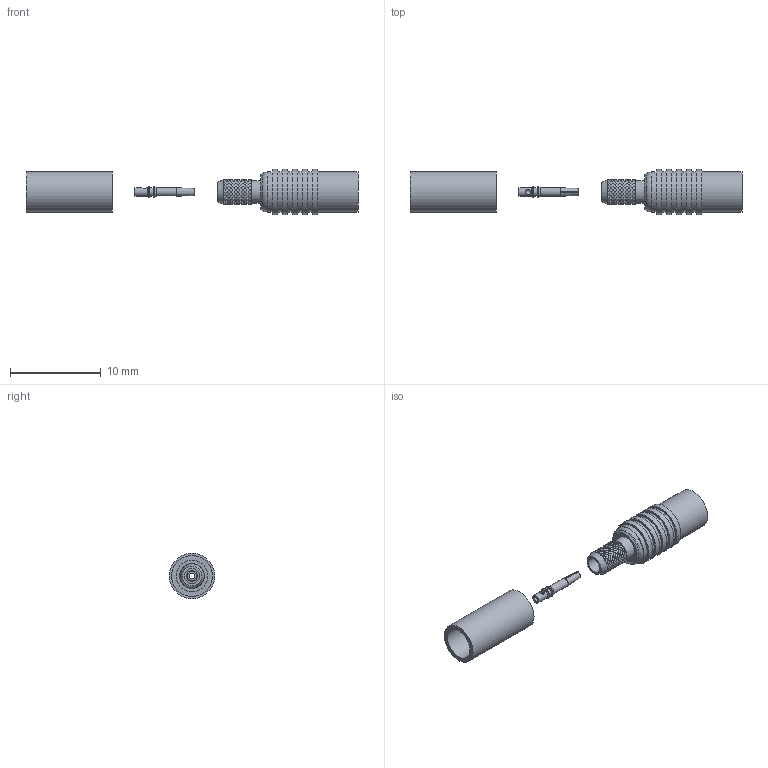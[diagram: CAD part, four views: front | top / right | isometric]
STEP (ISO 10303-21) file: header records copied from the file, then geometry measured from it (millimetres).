
FILE_DESCRIPTION(/* description */ ('Unknown'),/* implementation_level */ '2;1');
FILE_NAME(/* name */ '60626021110620',/* time_stamp */ '2019-04-05T09:34:44+02:00',/* author */ ('Unknown'),/* organization */ ('Unknown'),/* preprocessor_version */ 'ST-DEVELOPER v16.7',/* originating_system */ 'DEX',/* authorisation */ $);
FILE_SCHEMA (('AUTOMOTIVE_DESIGN {1 0 10303 214 3 1 1}'));
Products named in the file (1): 60626021110620
Bounding box: 36.56 x 5 x 5 mm (x, y, z)
Volume: 209.1 mm3; surface area: 828.7 mm2
Topology: 3 solids, 3 shells, 1807 faces, 3708 edges, 1931 vertices
Faces by surface type: bspline 1280, cylinder 393, plane 100, cone 33, torus 1
Full cylindrical faces by diameter (mm): 0.6 x2, 0.96 x5, 1.157 x1, 1.2 x2, 1.38 x1, 1.52 x1, 1.7 x2, 2.5 x2, 2.89 x1, 2.9 x1, 3.45 x1, 3.5 x1, 4.08 x1, 4.5 x7, 5 x5
Entity records: 78206 total; most frequent: CARTESIAN_POINT 42620, ORIENTED_EDGE 7284, EDGE_CURVE 3642, VERTEX_POINT 1912, EDGE_LOOP 1886, FACE_BOUND 1886, ADVANCED_FACE 1807, STYLED_ITEM 1783
